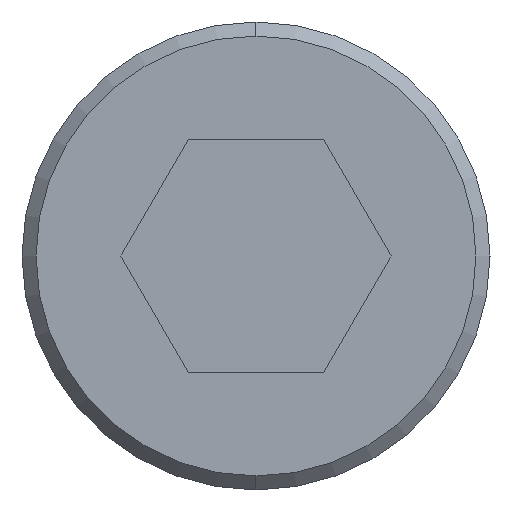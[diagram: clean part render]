
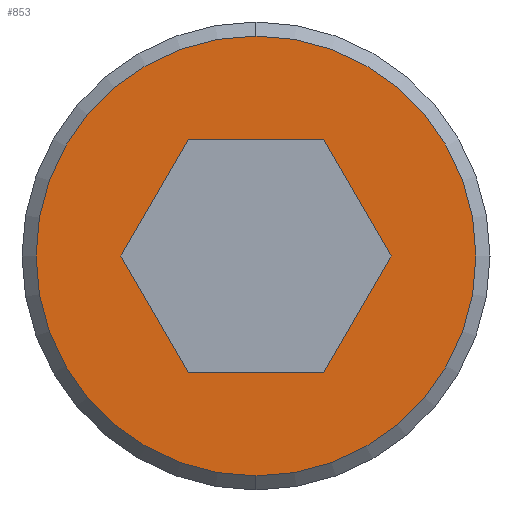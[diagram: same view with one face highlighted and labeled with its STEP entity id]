
A CAD part, left-side view. The second image highlights one B-rep face of the part: STEP entity #853.
In plain terms, the highlighted planar face has unit normal (-1, 0, 0).
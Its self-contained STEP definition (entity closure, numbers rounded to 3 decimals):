
#8 = VERTEX_POINT ( 'NONE', #1003 ) ;
#21 = VERTEX_POINT ( 'NONE', #65 ) ;
#48 = CARTESIAN_POINT ( 'NONE',  ( -23.95, 1.443, -2.5 ) ) ;
#65 = CARTESIAN_POINT ( 'NONE',  ( -23.95, 0., -4.7 ) ) ;
#76 = PLANE ( 'NONE',  #723 ) ;
#84 = DIRECTION ( 'NONE',  ( 0., 1., 0. ) ) ;
#89 = EDGE_LOOP ( 'NONE', ( #339, #336, #335, #191, #194, #322 ) ) ;
#112 = CARTESIAN_POINT ( 'NONE',  ( -23.95, -1.443, -2.5 ) ) ;
#148 = DIRECTION ( 'NONE',  ( 0., 0., 1. ) ) ;
#151 = DIRECTION ( 'NONE',  ( 1., 0., 0. ) ) ;
#173 = ORIENTED_EDGE ( 'NONE', *, *, #616, .F. ) ;
#175 = ORIENTED_EDGE ( 'NONE', *, *, #973, .F. ) ;
#184 = EDGE_LOOP ( 'NONE', ( #173, #175 ) ) ;
#191 = ORIENTED_EDGE ( 'NONE', *, *, #889, .T. ) ;
#194 = ORIENTED_EDGE ( 'NONE', *, *, #981, .T. ) ;
#202 = VECTOR ( 'NONE', #228, 1000. ) ;
#220 = CARTESIAN_POINT ( 'NONE',  ( -23.95, 2.887, 0. ) ) ;
#228 = DIRECTION ( 'NONE',  ( 0., -0.5, 0.866 ) ) ;
#232 = LINE ( 'NONE', #220, #202 ) ;
#267 = AXIS2_PLACEMENT_3D ( 'NONE', #542, #537, #534 ) ;
#273 = FACE_BOUND ( 'NONE', #89, .T. ) ;
#277 = FACE_OUTER_BOUND ( 'NONE', #184, .T. ) ;
#307 = CARTESIAN_POINT ( 'NONE',  ( -23.95, 5., 0. ) ) ;
#322 = ORIENTED_EDGE ( 'NONE', *, *, #1136, .T. ) ;
#335 = ORIENTED_EDGE ( 'NONE', *, *, #456, .T. ) ;
#336 = ORIENTED_EDGE ( 'NONE', *, *, #1172, .T. ) ;
#339 = ORIENTED_EDGE ( 'NONE', *, *, #999, .T. ) ;
#342 = CARTESIAN_POINT ( 'NONE',  ( -23.95, 1.443, 2.5 ) ) ;
#380 = CARTESIAN_POINT ( 'NONE',  ( -23.95, -1.443, 2.5 ) ) ;
#381 = CARTESIAN_POINT ( 'NONE',  ( -23.95, 2.887, 0. ) ) ;
#446 = CIRCLE ( 'NONE', #267, 4.7 ) ;
#456 = EDGE_CURVE ( 'NONE', #898, #590, #647, .T. ) ;
#534 = DIRECTION ( 'NONE',  ( 0., 0., 1. ) ) ;
#537 = DIRECTION ( 'NONE',  ( 1., 0., 0. ) ) ;
#542 = CARTESIAN_POINT ( 'NONE',  ( -23.95, 0., 0. ) ) ;
#590 = VERTEX_POINT ( 'NONE', #381 ) ;
#592 = VECTOR ( 'NONE', #949, 1000. ) ;
#616 = EDGE_CURVE ( 'NONE', #8, #21, #446, .T. ) ;
#631 = CARTESIAN_POINT ( 'NONE',  ( -23.95, 0., 0. ) ) ;
#633 = DIRECTION ( 'NONE',  ( 1., 0., 0. ) ) ;
#646 = DIRECTION ( 'NONE',  ( 0., 0., 1. ) ) ;
#647 = LINE ( 'NONE', #967, #592 ) ;
#708 = CARTESIAN_POINT ( 'NONE',  ( -23.95, 1.443, 2.5 ) ) ;
#713 = DIRECTION ( 'NONE',  ( 0., -1., 0. ) ) ;
#723 = AXIS2_PLACEMENT_3D ( 'NONE', #307, #151, #148 ) ;
#759 = VECTOR ( 'NONE', #84, 1000. ) ;
#765 = CARTESIAN_POINT ( 'NONE',  ( -23.95, -2.887, 0. ) ) ;
#778 = VECTOR ( 'NONE', #849, 1000. ) ;
#795 = CARTESIAN_POINT ( 'NONE',  ( -23.95, -1.443, 2.5 ) ) ;
#797 = LINE ( 'NONE', #795, #778 ) ;
#811 = CARTESIAN_POINT ( 'NONE',  ( -23.95, -2.887, 0. ) ) ;
#824 = DIRECTION ( 'NONE',  ( 0., 0.5, -0.866 ) ) ;
#849 = DIRECTION ( 'NONE',  ( 0., -0.5, -0.866 ) ) ;
#853 = ADVANCED_FACE ( 'NONE', ( #277, #273 ), #76, .F. ) ;
#880 = VERTEX_POINT ( 'NONE', #342 ) ;
#889 = EDGE_CURVE ( 'NONE', #590, #880, #232, .T. ) ;
#898 = VERTEX_POINT ( 'NONE', #48 ) ;
#942 = VERTEX_POINT ( 'NONE', #380 ) ;
#949 = DIRECTION ( 'NONE',  ( 0., 0.5, 0.866 ) ) ;
#967 = CARTESIAN_POINT ( 'NONE',  ( -23.95, 1.443, -2.5 ) ) ;
#971 = AXIS2_PLACEMENT_3D ( 'NONE', #631, #633, #646 ) ;
#973 = EDGE_CURVE ( 'NONE', #21, #8, #1158, .T. ) ;
#981 = EDGE_CURVE ( 'NONE', #880, #942, #1125, .T. ) ;
#999 = EDGE_CURVE ( 'NONE', #1002, #1035, #1077, .T. ) ;
#1002 = VERTEX_POINT ( 'NONE', #811 ) ;
#1003 = CARTESIAN_POINT ( 'NONE',  ( -23.95, 0., 4.7 ) ) ;
#1011 = LINE ( 'NONE', #112, #759 ) ;
#1035 = VERTEX_POINT ( 'NONE', #1060 ) ;
#1060 = CARTESIAN_POINT ( 'NONE',  ( -23.95, -1.443, -2.5 ) ) ;
#1066 = VECTOR ( 'NONE', #824, 1000. ) ;
#1077 = LINE ( 'NONE', #765, #1066 ) ;
#1125 = LINE ( 'NONE', #708, #1138 ) ;
#1136 = EDGE_CURVE ( 'NONE', #942, #1002, #797, .T. ) ;
#1138 = VECTOR ( 'NONE', #713, 1000. ) ;
#1158 = CIRCLE ( 'NONE', #971, 4.7 ) ;
#1172 = EDGE_CURVE ( 'NONE', #1035, #898, #1011, .T. ) ;
